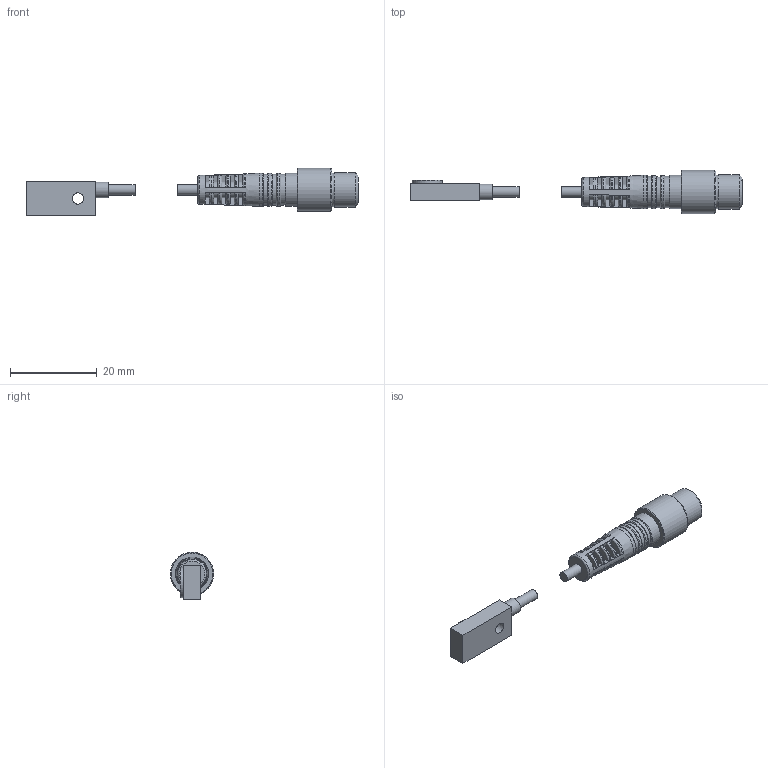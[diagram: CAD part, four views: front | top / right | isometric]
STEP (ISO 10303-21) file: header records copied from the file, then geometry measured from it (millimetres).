
FILE_DESCRIPTION (( 'STEP AP214' ), '1' );
FILE_NAME ('P8-AN-1F.STEP', '2021-01-06T14:04:47', ( '' ), ( '' ), 'SwSTEP 2.0', 'SolidWorks 2019', '' );
FILE_SCHEMA (( 'AUTOMOTIVE_DESIGN' ));
Length unit declared in the file: inch
Products named in the file (3): P8-AN-1F_1; P8-AN-1F; P8-AN-1F_2
Assembly tree (2 placements, depth 2):
  P8-AN-1F
    P8-AN-1F_1
    P8-AN-1F_2
Bounding box: 76.7 x 10 x 11 mm (x, y, z)
Volume: 2217.4 mm3; surface area: 2038.6 mm2
Topology: 2 solids, 2 shells, 240 faces, 630 edges, 417 vertices
Faces by surface type: plane 116, cylinder 56, bspline 40, cone 28
Full cylindrical faces by diameter (mm): 1 x3, 1.42 x1, 2.4 x2, 2.6 x1, 3 x1, 3.6 x1, 5.8 x1, 7 x1, 7.18 x2, 7.66 x3, 8 x1, 10 x1
Entity records: 11198 total; most frequent: CARTESIAN_POINT 2472, ORIENTED_EDGE 1178, DIRECTION 1052, EDGE_CURVE 589, VERTEX_POINT 408, AXIS2_PLACEMENT_3D 373, VECTOR 306, LINE 306
